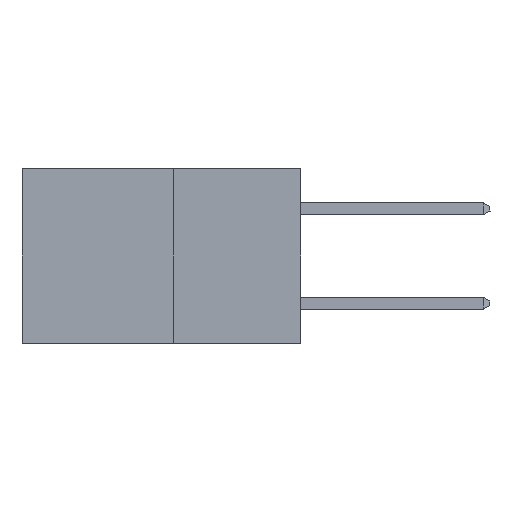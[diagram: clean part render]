
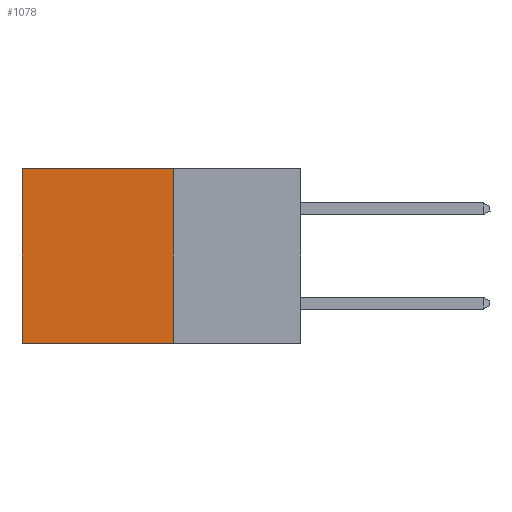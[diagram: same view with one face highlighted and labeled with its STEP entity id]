
A CAD part, left-side view. The second image highlights one B-rep face of the part: STEP entity #1078.
In plain terms, the highlighted planar face has unit normal (-1, 0, 0).
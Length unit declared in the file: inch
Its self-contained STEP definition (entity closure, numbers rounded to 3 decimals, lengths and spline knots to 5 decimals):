
#329 = CARTESIAN_POINT ( 'NONE',  ( 0.277, 0.59, 0. ) ) ;
#490 = EDGE_CURVE ( 'NONE', #1185, #4203, #1041, .T. ) ;
#501 = EDGE_LOOP ( 'NONE', ( #2804, #1602, #7244, #2275 ) ) ;
#662 = EDGE_CURVE ( 'NONE', #1185, #4108, #3479, .T. ) ;
#1041 = LINE ( 'NONE', #4478, #6618 ) ;
#1078 = ADVANCED_FACE ( 'NONE', ( #6708 ), #5474, .F. ) ;
#1185 = VERTEX_POINT ( 'NONE', #6563 ) ;
#1299 = CARTESIAN_POINT ( 'NONE',  ( 0.277, 0.27, -0.37 ) ) ;
#1363 = DIRECTION ( 'NONE',  ( 1., 0., 0. ) ) ;
#1572 = VERTEX_POINT ( 'NONE', #6787 ) ;
#1602 = ORIENTED_EDGE ( 'NONE', *, *, #2533, .F. ) ;
#2265 = CARTESIAN_POINT ( 'NONE',  ( 0.277, 0.27, -0.37 ) ) ;
#2275 = ORIENTED_EDGE ( 'NONE', *, *, #662, .T. ) ;
#2317 = DIRECTION ( 'NONE',  ( 0., 1., 0. ) ) ;
#2533 = EDGE_CURVE ( 'NONE', #4203, #1572, #4865, .T. ) ;
#2804 = ORIENTED_EDGE ( 'NONE', *, *, #3270, .T. ) ;
#2817 = DIRECTION ( 'NONE',  ( 0., 0., -1. ) ) ;
#3270 = EDGE_CURVE ( 'NONE', #4108, #1572, #8560, .T. ) ;
#3479 = LINE ( 'NONE', #5529, #8712 ) ;
#4108 = VERTEX_POINT ( 'NONE', #329 ) ;
#4166 = DIRECTION ( 'NONE',  ( 0., 0., -1. ) ) ;
#4203 = VERTEX_POINT ( 'NONE', #8594 ) ;
#4270 = CARTESIAN_POINT ( 'NONE',  ( 0.277, 0.59, -0.37 ) ) ;
#4478 = CARTESIAN_POINT ( 'NONE',  ( 0.277, 0.27, -0.37 ) ) ;
#4865 = LINE ( 'NONE', #2265, #5065 ) ;
#5065 = VECTOR ( 'NONE', #2317, 39.37008 ) ;
#5474 = PLANE ( 'NONE',  #8632 ) ;
#5529 = CARTESIAN_POINT ( 'NONE',  ( 0.277, 0.27, 0. ) ) ;
#6563 = CARTESIAN_POINT ( 'NONE',  ( 0.277, 0.27, 0. ) ) ;
#6618 = VECTOR ( 'NONE', #6651, 39.37008 ) ;
#6651 = DIRECTION ( 'NONE',  ( 0., 0., -1. ) ) ;
#6708 = FACE_OUTER_BOUND ( 'NONE', #501, .T. ) ;
#6787 = CARTESIAN_POINT ( 'NONE',  ( 0.277, 0.59, -0.37 ) ) ;
#7244 = ORIENTED_EDGE ( 'NONE', *, *, #490, .F. ) ;
#7629 = DIRECTION ( 'NONE',  ( 0., 1., 0. ) ) ;
#8156 = VECTOR ( 'NONE', #4166, 39.37008 ) ;
#8560 = LINE ( 'NONE', #4270, #8156 ) ;
#8594 = CARTESIAN_POINT ( 'NONE',  ( 0.277, 0.27, -0.37 ) ) ;
#8632 = AXIS2_PLACEMENT_3D ( 'NONE', #1299, #1363, #2817 ) ;
#8712 = VECTOR ( 'NONE', #7629, 39.37008 ) ;
